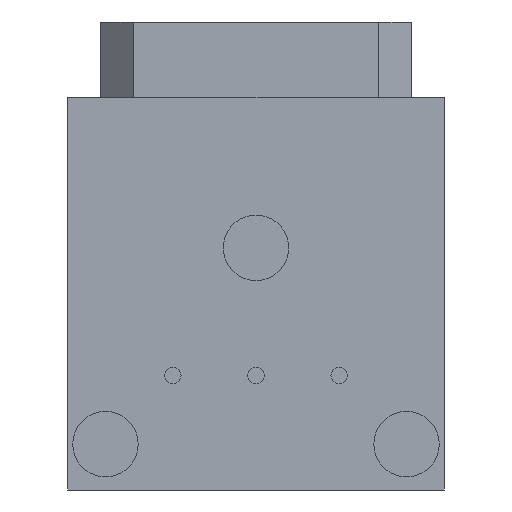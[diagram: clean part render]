
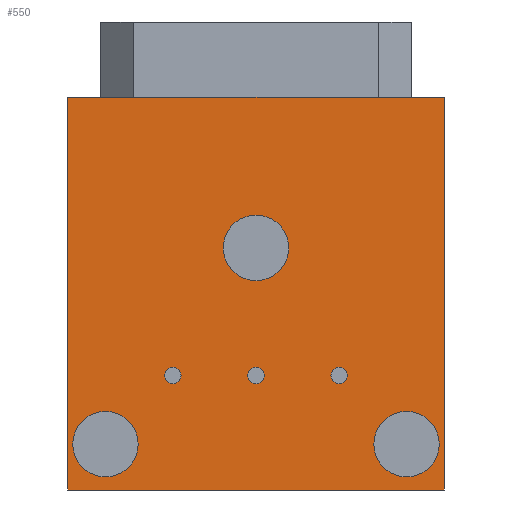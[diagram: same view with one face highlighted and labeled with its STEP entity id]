
A CAD part, front view. The second image highlights one B-rep face of the part: STEP entity #550.
In plain terms, the highlighted planar face has unit normal (0, -1, 0).
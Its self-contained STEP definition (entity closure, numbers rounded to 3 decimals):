
#20=FACE_BOUND('',#113,.T.);
#21=FACE_BOUND('',#114,.T.);
#22=FACE_BOUND('',#115,.T.);
#42=PLANE('',#614);
#74=FACE_OUTER_BOUND('',#112,.T.);
#112=EDGE_LOOP('',(#461,#462,#463,#464));
#113=EDGE_LOOP('',(#465));
#114=EDGE_LOOP('',(#466));
#115=EDGE_LOOP('',(#467));
#164=LINE('',#897,#213);
#166=LINE('',#901,#215);
#168=LINE('',#905,#217);
#170=LINE('',#908,#219);
#213=VECTOR('',#739,10.);
#215=VECTOR('',#743,10.);
#217=VECTOR('',#747,10.);
#219=VECTOR('',#751,10.);
#224=CIRCLE('',#579,1.);
#226=CIRCLE('',#583,1.);
#228=CIRCLE('',#587,1.);
#242=VERTEX_POINT('',#791);
#244=VERTEX_POINT('',#798);
#246=VERTEX_POINT('',#805);
#275=VERTEX_POINT('',#894);
#276=VERTEX_POINT('',#896);
#277=VERTEX_POINT('',#900);
#278=VERTEX_POINT('',#904);
#287=EDGE_CURVE('',#242,#242,#224,.T.);
#290=EDGE_CURVE('',#244,#244,#226,.T.);
#293=EDGE_CURVE('',#246,#246,#228,.T.);
#336=EDGE_CURVE('',#275,#276,#164,.T.);
#338=EDGE_CURVE('',#277,#275,#166,.T.);
#340=EDGE_CURVE('',#278,#277,#168,.T.);
#342=EDGE_CURVE('',#276,#278,#170,.T.);
#461=ORIENTED_EDGE('',*,*,#336,.F.);
#462=ORIENTED_EDGE('',*,*,#338,.F.);
#463=ORIENTED_EDGE('',*,*,#340,.F.);
#464=ORIENTED_EDGE('',*,*,#342,.F.);
#465=ORIENTED_EDGE('',*,*,#287,.T.);
#466=ORIENTED_EDGE('',*,*,#290,.T.);
#467=ORIENTED_EDGE('',*,*,#293,.T.);
#550=ADVANCED_FACE('',(#74,#20,#21,#22),#42,.F.);
#579=AXIS2_PLACEMENT_3D('',#793,#637,#638);
#583=AXIS2_PLACEMENT_3D('',#800,#646,#647);
#587=AXIS2_PLACEMENT_3D('',#807,#655,#656);
#614=AXIS2_PLACEMENT_3D('',#909,#752,#753);
#637=DIRECTION('center_axis',(0.,1.,0.));
#638=DIRECTION('ref_axis',(1.,0.,0.));
#646=DIRECTION('center_axis',(0.,1.,0.));
#647=DIRECTION('ref_axis',(1.,0.,0.));
#655=DIRECTION('center_axis',(0.,1.,0.));
#656=DIRECTION('ref_axis',(1.,0.,0.));
#739=DIRECTION('',(1.,0.,0.));
#743=DIRECTION('',(0.,0.,1.));
#747=DIRECTION('',(-1.,0.,0.));
#751=DIRECTION('',(0.,0.,-1.));
#752=DIRECTION('center_axis',(0.,1.,0.));
#753=DIRECTION('ref_axis',(1.,0.,0.));
#791=CARTESIAN_POINT('',(-5.6,0.,-10.6));
#793=CARTESIAN_POINT('Origin',(-4.6,0.,-10.6));
#798=CARTESIAN_POINT('',(-1.,0.,-4.6));
#800=CARTESIAN_POINT('Origin',(0.,0.,-4.6));
#805=CARTESIAN_POINT('',(3.6,0.,-10.6));
#807=CARTESIAN_POINT('Origin',(4.6,0.,-10.6));
#894=CARTESIAN_POINT('',(-5.75,0.,0.));
#896=CARTESIAN_POINT('',(5.75,0.,0.));
#897=CARTESIAN_POINT('',(1.75,0.,0.));
#900=CARTESIAN_POINT('',(-5.75,0.,-12.));
#901=CARTESIAN_POINT('',(-5.75,0.,-12.));
#904=CARTESIAN_POINT('',(5.75,0.,-12.));
#905=CARTESIAN_POINT('',(5.75,0.,-12.));
#908=CARTESIAN_POINT('',(5.75,0.,0.));
#909=CARTESIAN_POINT('Origin',(0.,0.,-6.));
